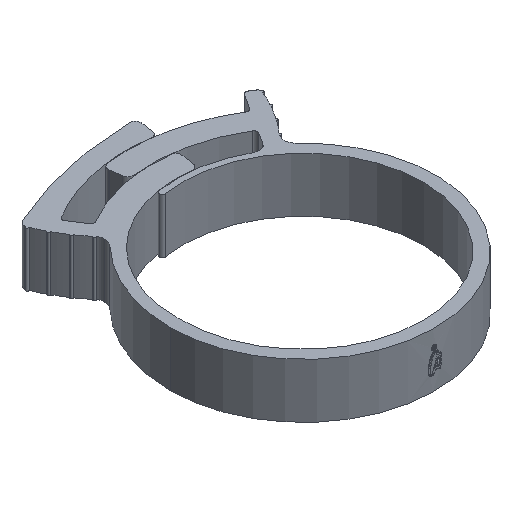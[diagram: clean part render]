
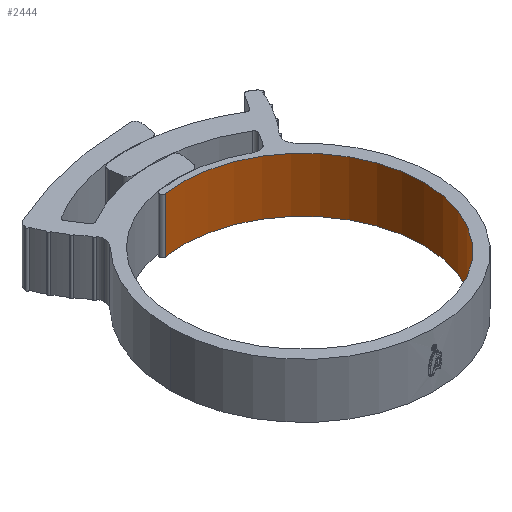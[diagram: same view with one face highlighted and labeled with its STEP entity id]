
A CAD part, isometric view. The second image highlights one B-rep face of the part: STEP entity #2444.
In plain terms, the highlighted cylindrical face has radius 20.45 mm (diameter 40.9 mm), a partial arc.
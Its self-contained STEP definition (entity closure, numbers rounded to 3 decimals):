
#71 = ORIENTED_EDGE ( 'NONE', *, *, #500, .F. ) ;
#98 = DIRECTION ( 'NONE',  ( -1., 0., 0. ) ) ;
#284 = AXIS2_PLACEMENT_3D ( 'NONE', #3632, #547, #3567 ) ;
#500 = EDGE_CURVE ( 'NONE', #5204, #2442, #3773, .T. ) ;
#547 = DIRECTION ( 'NONE',  ( 0., 0., -1. ) ) ;
#632 = LINE ( 'NONE', #3549, #2811 ) ;
#677 = ORIENTED_EDGE ( 'NONE', *, *, #4787, .T. ) ;
#1015 = CARTESIAN_POINT ( 'NONE',  ( -3.2, 20.198, -4.65 ) ) ;
#1095 = CARTESIAN_POINT ( 'NONE',  ( 0., 0., 4.65 ) ) ;
#1247 = VERTEX_POINT ( 'NONE', #3083 ) ;
#1321 = EDGE_CURVE ( 'NONE', #2442, #1247, #632, .T. ) ;
#1620 = CARTESIAN_POINT ( 'NONE',  ( -3.2, 20.198, 4.65 ) ) ;
#1730 = DIRECTION ( 'NONE',  ( 0., 0., -1. ) ) ;
#2071 = DIRECTION ( 'NONE',  ( 0., 0., -1. ) ) ;
#2442 = VERTEX_POINT ( 'NONE', #5601 ) ;
#2444 = ADVANCED_FACE ( 'NONE', ( #5661 ), #6170, .F. ) ;
#2594 = LINE ( 'NONE', #2728, #6224 ) ;
#2728 = CARTESIAN_POINT ( 'NONE',  ( -3.2, 20.198, 4.65 ) ) ;
#2811 = VECTOR ( 'NONE', #2071, 1000. ) ;
#2853 = EDGE_CURVE ( 'NONE', #5204, #6531, #2594, .T. ) ;
#3083 = CARTESIAN_POINT ( 'NONE',  ( -20.45, 0., -4.65 ) ) ;
#3173 = CIRCLE ( 'NONE', #284, 20.45 ) ;
#3549 = CARTESIAN_POINT ( 'NONE',  ( -20.45, 0., 4.65 ) ) ;
#3567 = DIRECTION ( 'NONE',  ( -1., 0., 0. ) ) ;
#3632 = CARTESIAN_POINT ( 'NONE',  ( 0., 0., -4.65 ) ) ;
#3773 = CIRCLE ( 'NONE', #5033, 20.45 ) ;
#3789 = AXIS2_PLACEMENT_3D ( 'NONE', #1095, #5099, #98 ) ;
#3948 = ORIENTED_EDGE ( 'NONE', *, *, #2853, .T. ) ;
#4572 = EDGE_LOOP ( 'NONE', ( #677, #4973, #71, #3948 ) ) ;
#4787 = EDGE_CURVE ( 'NONE', #6531, #1247, #3173, .T. ) ;
#4891 = CARTESIAN_POINT ( 'NONE',  ( 0., 0., 4.65 ) ) ;
#4973 = ORIENTED_EDGE ( 'NONE', *, *, #1321, .F. ) ;
#5033 = AXIS2_PLACEMENT_3D ( 'NONE', #4891, #5847, #5415 ) ;
#5099 = DIRECTION ( 'NONE',  ( 0., 0., -1. ) ) ;
#5204 = VERTEX_POINT ( 'NONE', #1620 ) ;
#5415 = DIRECTION ( 'NONE',  ( -1., 0., 0. ) ) ;
#5601 = CARTESIAN_POINT ( 'NONE',  ( -20.45, 0., 4.65 ) ) ;
#5661 = FACE_OUTER_BOUND ( 'NONE', #4572, .T. ) ;
#5847 = DIRECTION ( 'NONE',  ( 0., 0., -1. ) ) ;
#6170 = CYLINDRICAL_SURFACE ( 'NONE', #3789, 20.45 ) ;
#6224 = VECTOR ( 'NONE', #1730, 1000. ) ;
#6531 = VERTEX_POINT ( 'NONE', #1015 ) ;
